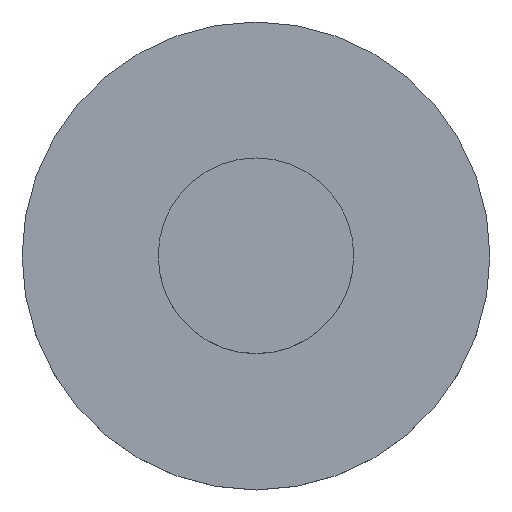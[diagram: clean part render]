
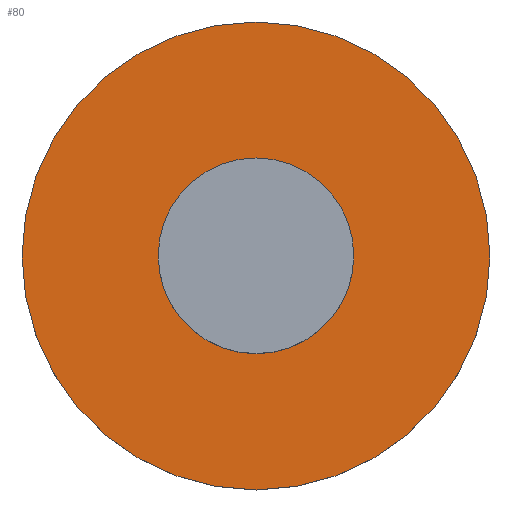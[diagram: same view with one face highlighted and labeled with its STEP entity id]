
A CAD part, top view. The second image highlights one B-rep face of the part: STEP entity #80.
In plain terms, the highlighted planar face has unit normal (0, 0, 1).
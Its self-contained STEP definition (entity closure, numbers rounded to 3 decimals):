
#15=FACE_BOUND('',#33,.T.);
#18=PLANE('',#105);
#26=FACE_OUTER_BOUND('',#32,.T.);
#32=EDGE_LOOP('',(#72));
#33=EDGE_LOOP('',(#73));
#42=CIRCLE('',#99,5.5);
#44=CIRCLE('',#103,2.3);
#47=VERTEX_POINT('',#141);
#49=VERTEX_POINT('',#148);
#53=EDGE_CURVE('',#47,#47,#42,.T.);
#57=EDGE_CURVE('',#49,#49,#44,.T.);
#72=ORIENTED_EDGE('',*,*,#53,.T.);
#73=ORIENTED_EDGE('',*,*,#57,.T.);
#80=ADVANCED_FACE('',(#26,#15),#18,.T.);
#99=AXIS2_PLACEMENT_3D('',#142,#117,#118);
#103=AXIS2_PLACEMENT_3D('',#150,#127,#128);
#105=AXIS2_PLACEMENT_3D('',#152,#131,#132);
#117=DIRECTION('center_axis',(0.,0.,1.));
#118=DIRECTION('ref_axis',(1.,0.,0.));
#127=DIRECTION('center_axis',(0.,0.,-1.));
#128=DIRECTION('ref_axis',(-1.,0.,0.));
#131=DIRECTION('center_axis',(0.,0.,1.));
#132=DIRECTION('ref_axis',(1.,0.,0.));
#141=CARTESIAN_POINT('',(-5.5,0.,1.8));
#142=CARTESIAN_POINT('Origin',(0.,0.,1.8));
#148=CARTESIAN_POINT('',(2.3,0.,1.8));
#150=CARTESIAN_POINT('Origin',(0.,0.,1.8));
#152=CARTESIAN_POINT('Origin',(0.,0.,1.8));
